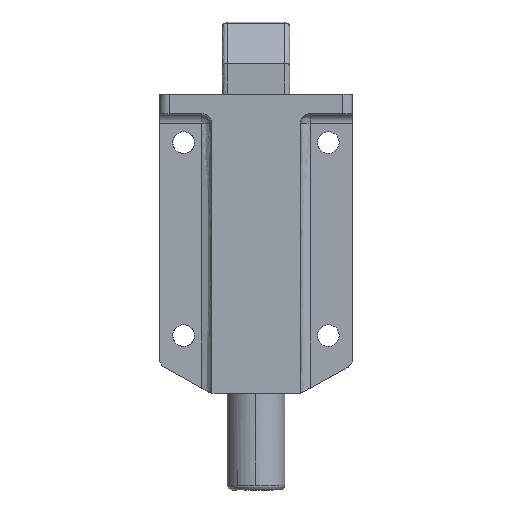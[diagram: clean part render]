
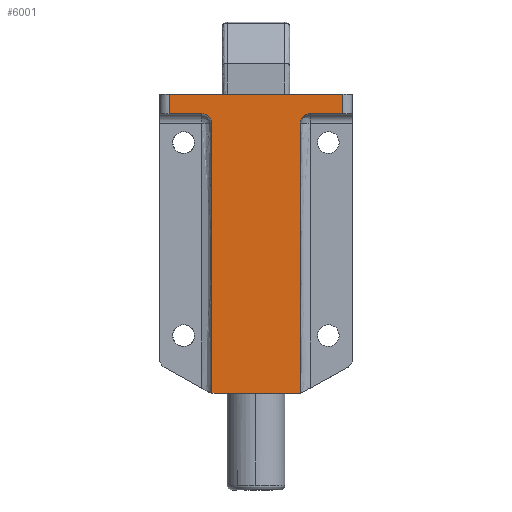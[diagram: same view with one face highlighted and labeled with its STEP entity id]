
A CAD part, front view. The second image highlights one B-rep face of the part: STEP entity #6001.
In plain terms, the highlighted free-form (B-spline) face has degree [1, 1] with [2, 2] control points.
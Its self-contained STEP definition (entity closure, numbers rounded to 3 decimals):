
#5205=CARTESIAN_POINT('',(-9.2,16.8,-6.0));
#5206=VERTEX_POINT('',#5205);
#5213=CARTESIAN_POINT('',(-11.2,16.8,-4.0));
#5214=VERTEX_POINT('',#5213);
#5220=CARTESIAN_POINT('',(-9.2,16.8,-6.0));
#5221=CARTESIAN_POINT('',(-9.2,16.8,-4.));
#5222=CARTESIAN_POINT('',(-11.2,16.8,-4.0));
#5230=(BOUNDED_CURVE()B_SPLINE_CURVE(2,(#5220,#5221,#5222),.UNSPECIFIED.,.F.,.U.)CURVE()GEOMETRIC_REPRESENTATION_ITEM()QUASI_UNIFORM_CURVE()RATIONAL_B_SPLINE_CURVE((1.0,0.707,1.0))REPRESENTATION_ITEM(''));
#5231=EDGE_CURVE('',#5206,#5214,#5230,.T.);
#5250=CARTESIAN_POINT('',(11.2,16.8,-4.0));
#5251=VERTEX_POINT('',#5250);
#5258=CARTESIAN_POINT('',(9.2,16.8,-6.0));
#5259=VERTEX_POINT('',#5258);
#5265=CARTESIAN_POINT('',(11.2,16.8,-4.0));
#5266=CARTESIAN_POINT('',(9.2,16.8,-4.));
#5267=CARTESIAN_POINT('',(9.2,16.8,-6.0));
#5275=(BOUNDED_CURVE()B_SPLINE_CURVE(2,(#5265,#5266,#5267),.UNSPECIFIED.,.F.,.U.)CURVE()GEOMETRIC_REPRESENTATION_ITEM()QUASI_UNIFORM_CURVE()RATIONAL_B_SPLINE_CURVE((1.0,0.707,1.0))REPRESENTATION_ITEM(''));
#5276=EDGE_CURVE('',#5251,#5259,#5275,.T.);
#5385=CARTESIAN_POINT('',(18.0,16.8,-4.0));
#5386=VERTEX_POINT('',#5385);
#5402=CARTESIAN_POINT('',(18.0,16.8,0.0));
#5403=VERTEX_POINT('',#5402);
#5404=CARTESIAN_POINT('',(18.0,16.8,0.0));
#5405=CARTESIAN_POINT('',(18.0,16.8,-4.0));
#5406=QUASI_UNIFORM_CURVE('',1,(#5404,#5405),.UNSPECIFIED.,.F.,.U.);
#5407=EDGE_CURVE('',#5403,#5386,#5406,.T.);
#5446=CARTESIAN_POINT('',(-18.0,16.8,0.0));
#5447=VERTEX_POINT('',#5446);
#5463=CARTESIAN_POINT('',(-18.0,16.8,-4.0));
#5464=VERTEX_POINT('',#5463);
#5465=CARTESIAN_POINT('',(-18.0,16.8,-4.0));
#5466=CARTESIAN_POINT('',(-18.0,16.8,0.0));
#5467=QUASI_UNIFORM_CURVE('',1,(#5465,#5466),.UNSPECIFIED.,.F.,.U.);
#5468=EDGE_CURVE('',#5464,#5447,#5467,.T.);
#5498=CARTESIAN_POINT('',(-18.0,16.8,-4.0));
#5499=CARTESIAN_POINT('',(-11.2,16.8,-4.0));
#5500=QUASI_UNIFORM_CURVE('',1,(#5498,#5499),.UNSPECIFIED.,.F.,.U.);
#5501=EDGE_CURVE('',#5464,#5214,#5500,.T.);
#5582=CARTESIAN_POINT('',(18.0,16.8,-4.0));
#5583=CARTESIAN_POINT('',(11.2,16.8,-4.0));
#5584=QUASI_UNIFORM_CURVE('',1,(#5582,#5583),.UNSPECIFIED.,.F.,.U.);
#5585=EDGE_CURVE('',#5386,#5251,#5584,.T.);
#5789=CARTESIAN_POINT('',(-8.682,16.8,-62.0));
#5790=VERTEX_POINT('',#5789);
#5796=CARTESIAN_POINT('',(8.682,16.8,-62.0));
#5797=VERTEX_POINT('',#5796);
#5798=CARTESIAN_POINT('',(-8.682,16.8,-62.0));
#5799=CARTESIAN_POINT('',(8.682,16.8,-62.0));
#5800=QUASI_UNIFORM_CURVE('',1,(#5798,#5799),.UNSPECIFIED.,.F.,.U.);
#5801=EDGE_CURVE('',#5790,#5797,#5800,.T.);
#5831=CARTESIAN_POINT('',(-9.2,16.8,-61.932));
#5832=VERTEX_POINT('',#5831);
#5840=CARTESIAN_POINT('',(-9.2,16.8,-61.932));
#5841=CARTESIAN_POINT('',(-8.945,16.8,-62.));
#5842=CARTESIAN_POINT('',(-8.682,16.8,-62.));
#5850=(BOUNDED_CURVE()B_SPLINE_CURVE(2,(#5840,#5841,#5842),.UNSPECIFIED.,.F.,.U.)CURVE()GEOMETRIC_REPRESENTATION_ITEM()QUASI_UNIFORM_CURVE()RATIONAL_B_SPLINE_CURVE((1.0,0.991,1.0))REPRESENTATION_ITEM(''));
#5851=EDGE_CURVE('',#5832,#5790,#5850,.T.);
#5956=CARTESIAN_POINT('',(-19.798,16.8,3.097));
#5957=CARTESIAN_POINT('',(19.798,16.8,3.097));
#5958=CARTESIAN_POINT('',(-19.798,16.8,-65.097));
#5959=CARTESIAN_POINT('',(19.798,16.8,-65.097));
#5960=B_SPLINE_SURFACE_WITH_KNOTS('',1,1,((#5956,#5958),(#5957,#5959)),.UNSPECIFIED.,.F.,.F.,.U.,(2,2),(2,2),(0.0,39.596),(0.0,68.194),.UNSPECIFIED.);
#5961=ORIENTED_EDGE('',*,*,#5501,.F.);
#5962=ORIENTED_EDGE('',*,*,#5468,.T.);
#5963=CARTESIAN_POINT('',(18.0,16.8,0.0));
#5964=CARTESIAN_POINT('',(-18.0,16.8,0.0));
#5965=QUASI_UNIFORM_CURVE('',1,(#5963,#5964),.UNSPECIFIED.,.F.,.U.);
#5966=EDGE_CURVE('',#5403,#5447,#5965,.T.);
#5967=ORIENTED_EDGE('',*,*,#5966,.F.);
#5968=ORIENTED_EDGE('',*,*,#5407,.T.);
#5969=ORIENTED_EDGE('',*,*,#5585,.T.);
#5970=ORIENTED_EDGE('',*,*,#5276,.T.);
#5971=CARTESIAN_POINT('',(9.2,16.8,-61.932));
#5972=VERTEX_POINT('',#5971);
#5973=CARTESIAN_POINT('',(9.2,16.8,-6.0));
#5974=CARTESIAN_POINT('',(9.2,16.8,-61.932));
#5975=QUASI_UNIFORM_CURVE('',1,(#5973,#5974),.UNSPECIFIED.,.F.,.U.);
#5976=EDGE_CURVE('',#5259,#5972,#5975,.T.);
#5977=ORIENTED_EDGE('',*,*,#5976,.T.);
#5978=CARTESIAN_POINT('',(8.682,16.8,-62.));
#5979=CARTESIAN_POINT('',(8.945,16.8,-62.));
#5980=CARTESIAN_POINT('',(9.2,16.8,-61.932));
#5988=(BOUNDED_CURVE()B_SPLINE_CURVE(2,(#5978,#5979,#5980),.UNSPECIFIED.,.F.,.U.)CURVE()GEOMETRIC_REPRESENTATION_ITEM()QUASI_UNIFORM_CURVE()RATIONAL_B_SPLINE_CURVE((1.0,0.991,1.0))REPRESENTATION_ITEM(''));
#5989=EDGE_CURVE('',#5797,#5972,#5988,.T.);
#5990=ORIENTED_EDGE('',*,*,#5989,.F.);
#5991=ORIENTED_EDGE('',*,*,#5801,.F.);
#5992=ORIENTED_EDGE('',*,*,#5851,.F.);
#5993=CARTESIAN_POINT('',(-9.2,16.8,-6.0));
#5994=CARTESIAN_POINT('',(-9.2,16.8,-61.932));
#5995=QUASI_UNIFORM_CURVE('',1,(#5993,#5994),.UNSPECIFIED.,.F.,.U.);
#5996=EDGE_CURVE('',#5206,#5832,#5995,.T.);
#5997=ORIENTED_EDGE('',*,*,#5996,.F.);
#5998=ORIENTED_EDGE('',*,*,#5231,.T.);
#5999=EDGE_LOOP('',(#5961,#5962,#5967,#5968,#5969,#5970,#5977,#5990,#5991,#5992,#5997,#5998));
#6000=FACE_OUTER_BOUND('',#5999,.T.);
#6001=ADVANCED_FACE('',(#6000),#5960,.T.);
